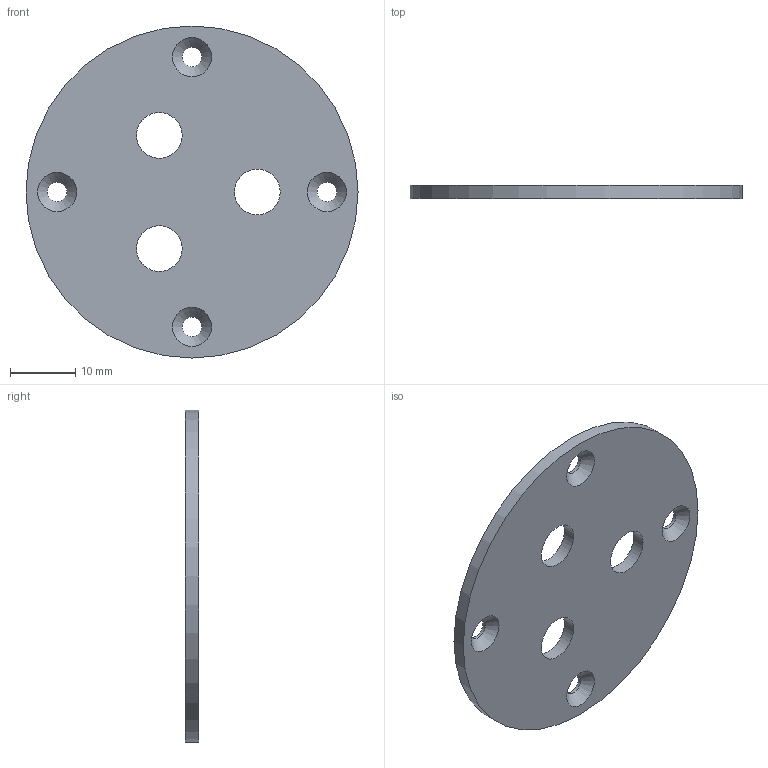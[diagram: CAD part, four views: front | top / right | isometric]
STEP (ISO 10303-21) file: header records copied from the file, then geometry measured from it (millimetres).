
FILE_DESCRIPTION(/* description */ (''),/* implementation_level */ '2;1');
FILE_NAME(/* name */ 'anschluss_taster.stp',/* time_stamp */ '2019-11-25T16:42:04+01:00',/* author */ ('wepet'),/* organization */ (''),/* preprocessor_version */ 'ST-DEVELOPER v16.13',/* originating_system */ 'Autodesk Inventor 2018',/* authorisation */ '');
FILE_SCHEMA (('AUTOMOTIVE_DESIGN { 1 0 10303 214 3 1 1 }'));
Length unit declared in the file: millimetre
Products named in the file (1): anschluss_daten
Bounding box: 50.8 x 2 x 50.8 mm (x, y, z)
Volume: 3709.7 mm3; surface area: 4271.3 mm2
Topology: 1 solids, 1 shells, 14 faces, 39 edges, 27 vertices
Faces by surface type: cylinder 8, cone 4, plane 2
Full cylindrical faces by diameter (mm): 3 x4, 7 x3, 50.8 x1
Entity records: 427 total; most frequent: DIRECTION 70, CARTESIAN_POINT 55, EDGE_LOOP 40, ORIENTED_EDGE 40, AXIS2_PLACEMENT_3D 35, FACE_BOUND 26, CIRCLE 20, VERTEX_POINT 20
